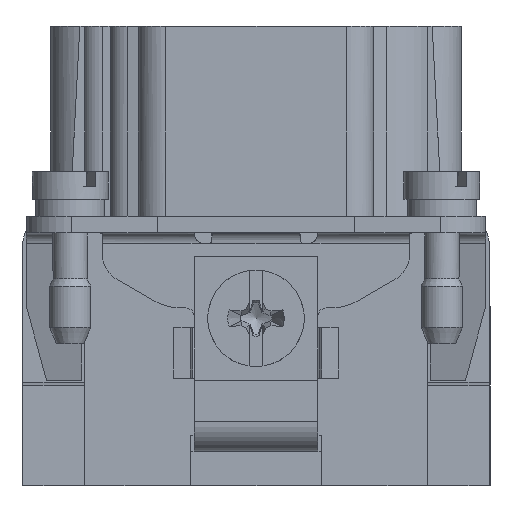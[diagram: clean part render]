
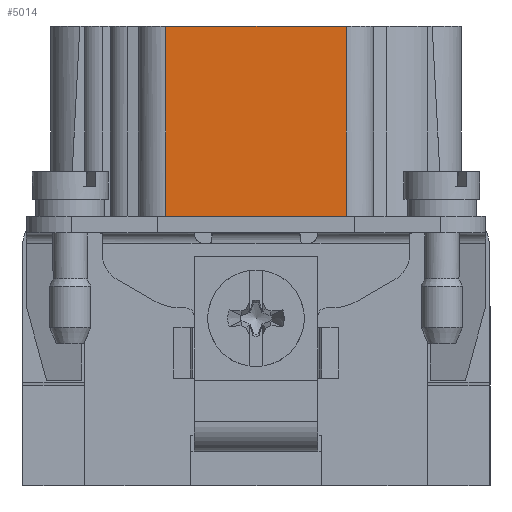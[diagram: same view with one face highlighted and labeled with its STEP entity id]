
A CAD part, left-side view. The second image highlights one B-rep face of the part: STEP entity #5014.
In plain terms, the highlighted planar face has unit normal (-1, 0, 0).
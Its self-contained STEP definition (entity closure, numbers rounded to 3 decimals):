
#5014=ADVANCED_FACE('',(#7051),#6181,.F.);
#6181=PLANE('',#27408);
#7051=FACE_OUTER_BOUND('',#8332,.T.);
#8332=EDGE_LOOP('',(#10970,#10971,#10972,#10973));
#10970=ORIENTED_EDGE('',*,*,#18046,.T.);
#10971=ORIENTED_EDGE('',*,*,#18856,.T.);
#10972=ORIENTED_EDGE('',*,*,#18776,.F.);
#10973=ORIENTED_EDGE('',*,*,#18857,.T.);
#15876=VERTEX_POINT('',#40449);
#15881=VERTEX_POINT('',#40458);
#16530=VERTEX_POINT('',#43009);
#16531=VERTEX_POINT('',#43010);
#18046=EDGE_CURVE('',#15876,#15881,#21089,.T.);
#18776=EDGE_CURVE('',#16530,#16531,#21447,.T.);
#18856=EDGE_CURVE('',#15881,#16531,#21511,.T.);
#18857=EDGE_CURVE('',#16530,#15876,#21512,.T.);
#21089=LINE('',#40459,#22997);
#21447=LINE('',#43008,#23355);
#21511=LINE('',#43158,#23419);
#21512=LINE('',#43159,#23420);
#22997=VECTOR('',#29010,1.);
#23355=VECTOR('',#29996,1.);
#23419=VECTOR('',#30160,1.);
#23420=VECTOR('',#30161,1.);
#27408=AXIS2_PLACEMENT_3D('',#43160,#30162,#30163);
#29010=DIRECTION('',(0.,-1.,0.));
#29996=DIRECTION('',(0.,-1.,0.));
#30160=DIRECTION('',(0.,0.,1.));
#30161=DIRECTION('',(0.,0.,-1.));
#30162=DIRECTION('',(1.,0.,0.));
#30163=DIRECTION('',(0.,0.,-1.));
#40449=CARTESIAN_POINT('',(-42.175,6.55,1.2));
#40458=CARTESIAN_POINT('',(-42.175,-6.55,1.2));
#40459=CARTESIAN_POINT('',(-42.175,8.55,1.2));
#43008=CARTESIAN_POINT('',(-42.175,8.55,15.));
#43009=CARTESIAN_POINT('',(-42.175,6.55,15.));
#43010=CARTESIAN_POINT('',(-42.175,-6.55,15.));
#43158=CARTESIAN_POINT('',(-42.175,-6.55,15.));
#43159=CARTESIAN_POINT('',(-42.175,6.55,15.));
#43160=CARTESIAN_POINT('',(-42.175,8.55,15.));
